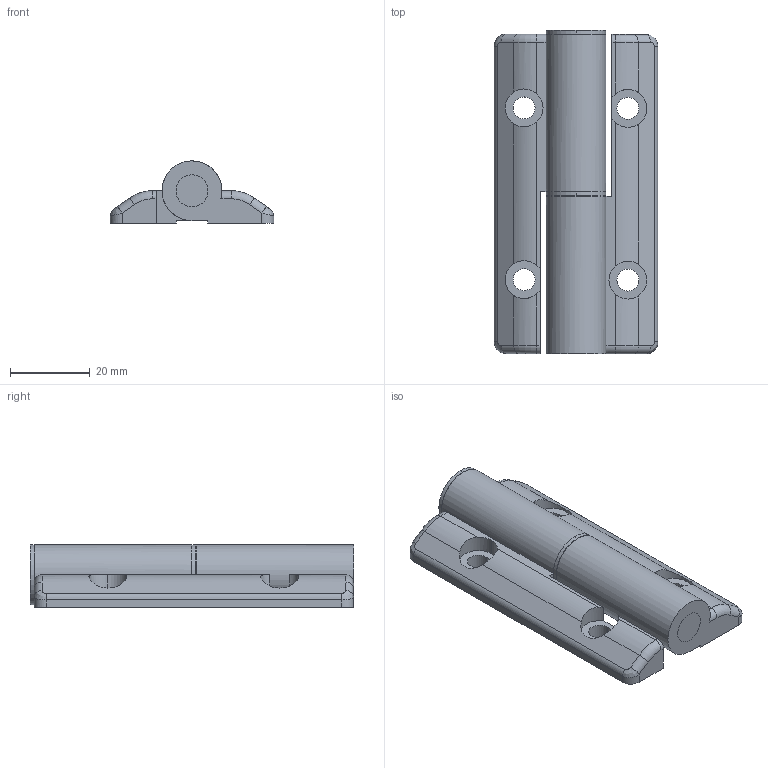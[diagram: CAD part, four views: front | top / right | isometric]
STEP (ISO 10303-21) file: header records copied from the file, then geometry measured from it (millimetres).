
FILE_DESCRIPTION (( 'STEP AP203' ), '1' );
FILE_NAME ('B-501-4-L.STEP', '2023-12-22T08:26:13', ( '' ), ( '' ), 'SwSTEP 2.0', 'SolidWorks 2021', '' );
FILE_SCHEMA (( 'CONFIG_CONTROL_DESIGN' ));
Length unit declared in the file: millimetre
Products named in the file (3): B-501-4-L_hingeA_; B-501-4-L_hingeB_; B-501-4-L
Assembly tree (2 placements, depth 2):
  B-501-4-L
    B-501-4-L_hingeB_
    B-501-4-L_hingeA_
Bounding box: 41 x 81.1 x 15.6 mm (x, y, z)
Volume: 26614 mm3; surface area: 14760.9 mm2
Topology: 6 solids, 6 shells, 99 faces, 243 edges, 156 vertices
Faces by surface type: cylinder 55, plane 34, torus 4, bspline 4, cone 2
Entity records: 3507 total; most frequent: CARTESIAN_POINT 822, DIRECTION 521, ORIENTED_EDGE 486, EDGE_CURVE 243, AXIS2_PLACEMENT_3D 203, VERTEX_POINT 156, EDGE_LOOP 117, VECTOR 115
